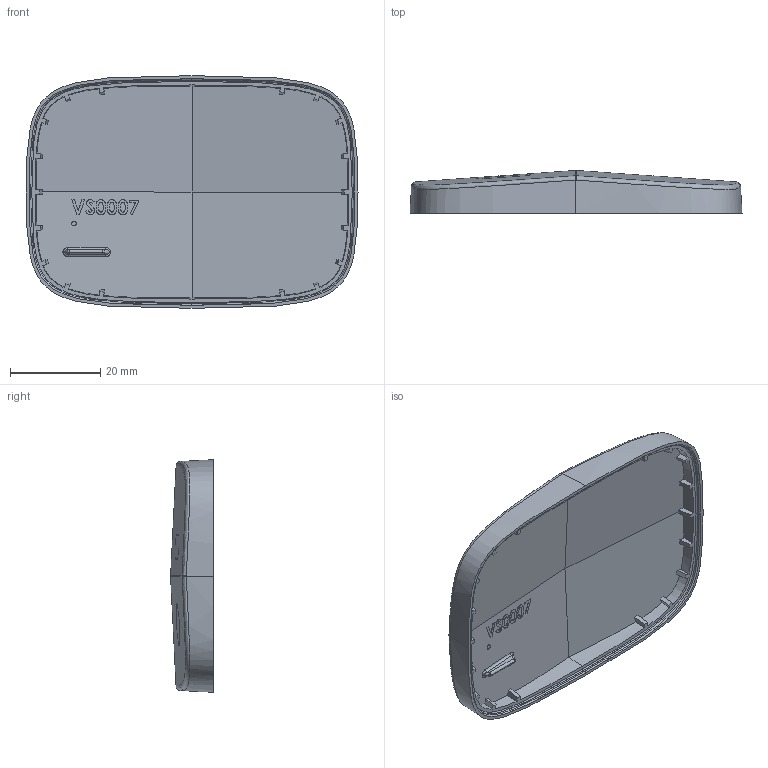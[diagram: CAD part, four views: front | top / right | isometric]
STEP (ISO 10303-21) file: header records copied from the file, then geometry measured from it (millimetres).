
FILE_DESCRIPTION (( 'STEP AP214' ), '1' );
FILE_NAME ('VS0007-A(Modified).STEP', '2017-05-04T15:23:43', ( '' ), ( '' ), 'SwSTEP 2.0', 'SolidWorks 2016', '' );
FILE_SCHEMA (( 'AUTOMOTIVE_DESIGN' ));
Length unit declared in the file: millimetre
Products named in the file (1): VS0007-A(Modified)
Bounding box: 73.5 x 9.49 x 51.5 mm (x, y, z)
Volume: 11880.8 mm3; surface area: 9317.8 mm2
Topology: 1 solids, 1 shells, 253 faces, 666 edges, 427 vertices
Faces by surface type: bspline 117, plane 111, cylinder 20, sphere 5
Entity records: 14331 total; most frequent: CARTESIAN_POINT 8939, ORIENTED_EDGE 1318, DIRECTION 748, EDGE_CURVE 659, VERTEX_POINT 425, LINE 336, VECTOR 336, EDGE_LOOP 270
